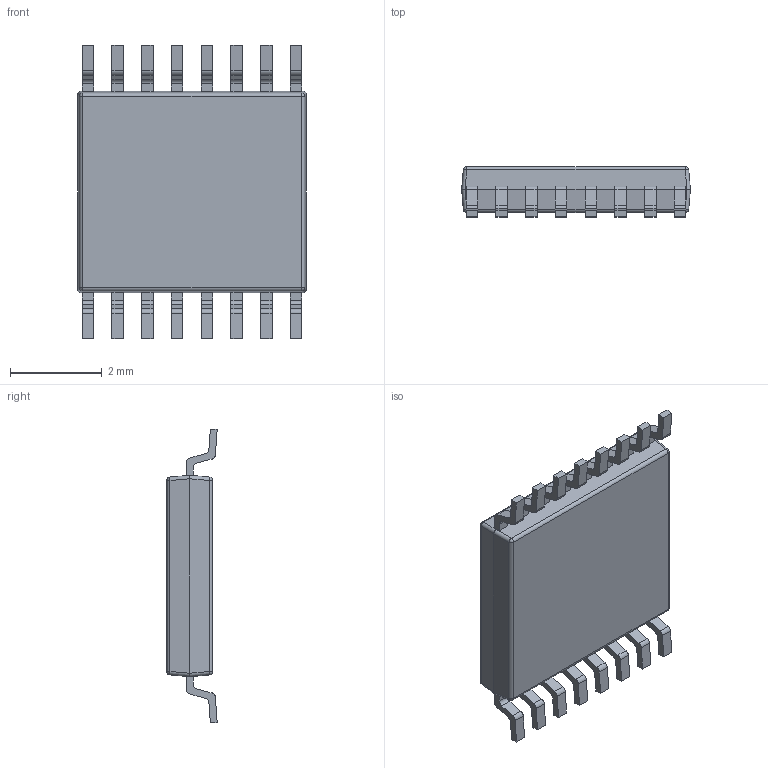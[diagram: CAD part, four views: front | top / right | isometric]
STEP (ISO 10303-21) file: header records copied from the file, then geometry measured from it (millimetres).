
FILE_DESCRIPTION(('FreeCAD Model'),'2;1');
FILE_NAME( 'TSSOP-16.step', '2017-07-28T17:44:43',('kicad StepUp'),('ksu MCAD'), 'Open CASCADE STEP processor 7.1','FreeCAD','Unknown');
FILE_SCHEMA(('AUTOMOTIVE_DESIGN_CC2 { 1 2 10303 214 -1 1 5 4 }'));
Length unit declared in the file: millimetre
Products named in the file (1): TSSOP-16
Bounding box: 5 x 1.1 x 6.42 mm (x, y, z)
Volume: 22.4 mm3; surface area: 77.5 mm2
Topology: 1 solids, 1 shells, 245 faces, 702 edges, 452 vertices
Faces by surface type: plane 155, cylinder 82, sphere 8
Entity records: 9617 total; most frequent: CARTESIAN_POINT 1404, ORIENTED_EDGE 1388, DIRECTION 1338, EDGE_CURVE 694, LINE 534, VECTOR 534, VERTEX_POINT 452, AXIS2_PLACEMENT_3D 402
